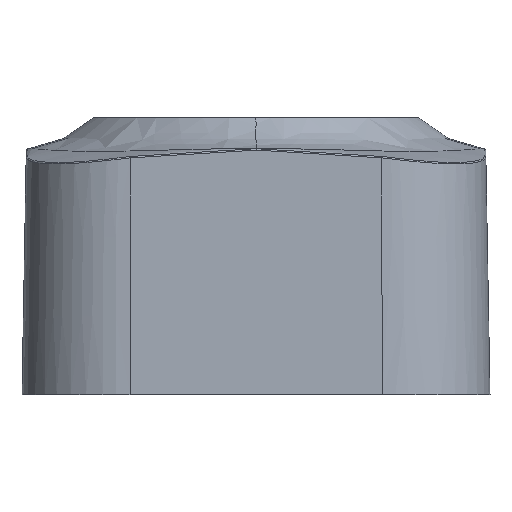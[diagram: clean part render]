
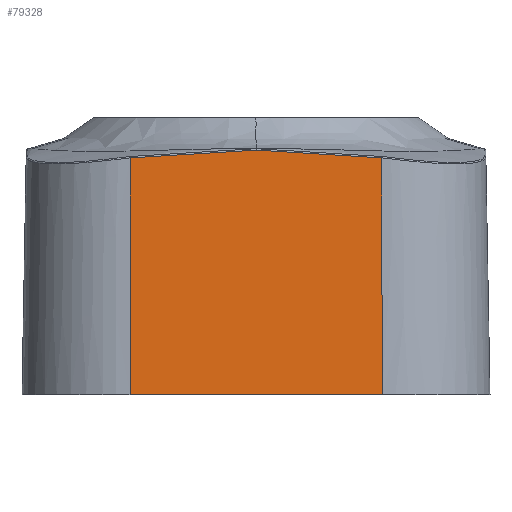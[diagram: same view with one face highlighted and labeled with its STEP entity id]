
A CAD part, front view. The second image highlights one B-rep face of the part: STEP entity #79328.
In plain terms, the highlighted planar face has unit normal (0, -1, 0.018).
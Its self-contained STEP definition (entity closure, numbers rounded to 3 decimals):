
#1572 = VERTEX_POINT ( 'NONE', #37609 ) ;
#1663 = CARTESIAN_POINT ( 'NONE',  ( 0., -31.912, 33.956 ) ) ;
#2551 = CARTESIAN_POINT ( 'NONE',  ( -10.523, -31.917, 33.632 ) ) ;
#4646 = CARTESIAN_POINT ( 'NONE',  ( 0., -31.912, 33.956 ) ) ;
#4782 = CARTESIAN_POINT ( 'NONE',  ( 17.5, -31.931, 32.877 ) ) ;
#5640 = CARTESIAN_POINT ( 'NONE',  ( 7.085, -31.915, 33.779 ) ) ;
#5924 = EDGE_CURVE ( 'NONE', #31357, #31527, #12571, .T. ) ;
#6073 = CARTESIAN_POINT ( 'NONE',  ( 15.326, -31.927, 33.11 ) ) ;
#6513 = CARTESIAN_POINT ( 'NONE',  ( 16.379, -31.929, 32.998 ) ) ;
#7510 = CARTESIAN_POINT ( 'NONE',  ( -17.5, -32.122, 21.918 ) ) ;
#10245 = CARTESIAN_POINT ( 'NONE',  ( 17.5, -32.313, 10.959 ) ) ;
#11372 = CARTESIAN_POINT ( 'NONE',  ( 15.322, -31.927, 33.11 ) ) ;
#11799 = CARTESIAN_POINT ( 'NONE',  ( 15.796, -31.927, 33.06 ) ) ;
#12151 = EDGE_LOOP ( 'NONE', ( #21107, #42407, #54726, #34994, #49883 ) ) ;
#12571 = B_SPLINE_CURVE_WITH_KNOTS ( 'NONE', 3,
 ( #54488, #66795, #7510, #20259 ),
 .UNSPECIFIED., .F., .F.,
 ( 4, 4 ),
 ( 0., 1. ),
 .UNSPECIFIED. ) ;
#13546 = CARTESIAN_POINT ( 'NONE',  ( 3.544, -31.913, 33.893 ) ) ;
#14148 = CARTESIAN_POINT ( 'NONE',  ( -5.833, -32.505, 0. ) ) ;
#15293 = CARTESIAN_POINT ( 'NONE',  ( 2.2, -31.912, 33.92 ) ) ;
#17717 = CARTESIAN_POINT ( 'NONE',  ( 17.5, -32.122, 21.918 ) ) ;
#18404 = CARTESIAN_POINT ( 'NONE',  ( 15.345, -31.927, 33.108 ) ) ;
#18825 = CARTESIAN_POINT ( 'NONE',  ( 15.544, -31.927, 33.087 ) ) ;
#19410 = AXIS2_PLACEMENT_3D ( 'NONE', #61901, #69764, #75061 ) ;
#19690 = CARTESIAN_POINT ( 'NONE',  ( 4.74, -31.913, 33.862 ) ) ;
#20259 = CARTESIAN_POINT ( 'NONE',  ( -17.5, -31.931, 32.877 ) ) ;
#20581 = CARTESIAN_POINT ( 'NONE',  ( 2.238, -31.912, 33.919 ) ) ;
#20984 = EDGE_CURVE ( 'NONE', #44623, #1572, #38888, .T. ) ;
#21107 = ORIENTED_EDGE ( 'NONE', *, *, #27522, .T. ) ;
#23077 = VERTEX_POINT ( 'NONE', #4646 ) ;
#23603 = CARTESIAN_POINT ( 'NONE',  ( -17.5, -31.931, 32.877 ) ) ;
#24984 = CARTESIAN_POINT ( 'NONE',  ( 8.119, -31.916, 33.726 ) ) ;
#25411 = CARTESIAN_POINT ( 'NONE',  ( 14.915, -31.926, 33.153 ) ) ;
#26272 = CARTESIAN_POINT ( 'NONE',  ( 10.064, -31.918, 33.606 ) ) ;
#27522 = EDGE_CURVE ( 'NONE', #1572, #23077, #71565, .T. ) ;
#28041 = CARTESIAN_POINT ( 'NONE',  ( 2.216, -31.912, 33.92 ) ) ;
#30027 = CARTESIAN_POINT ( 'NONE',  ( 17.5, -32.505, 0. ) ) ;
#30457 = CARTESIAN_POINT ( 'NONE',  ( 17.5, -31.931, 32.877 ) ) ;
#31357 = VERTEX_POINT ( 'NONE', #39532 ) ;
#31527 = VERTEX_POINT ( 'NONE', #58867 ) ;
#31588 = CARTESIAN_POINT ( 'NONE',  ( 17.015, -31.93, 32.929 ) ) ;
#32875 = CARTESIAN_POINT ( 'NONE',  ( 13.172, -31.923, 33.329 ) ) ;
#33309 = CARTESIAN_POINT ( 'NONE',  ( 4.431, -31.913, 33.871 ) ) ;
#34619 = CARTESIAN_POINT ( 'NONE',  ( 2.206, -31.912, 33.92 ) ) ;
#34994 = ORIENTED_EDGE ( 'NONE', *, *, #74129, .F. ) ;
#35947 = CARTESIAN_POINT ( 'NONE',  ( 0., -31.912, 33.956 ) ) ;
#36802 = CARTESIAN_POINT ( 'NONE',  ( -3.509, -31.912, 33.956 ) ) ;
#37288 = B_SPLINE_CURVE_WITH_KNOTS ( 'NONE', 5,
 ( #23603, #43383, #2551, #56557, #36802, #35947 ),
 .UNSPECIFIED., .F., .F.,
 ( 6, 6 ),
 ( 0., 1. ),
 .UNSPECIFIED. ) ;
#37609 = CARTESIAN_POINT ( 'NONE',  ( 17.5, -31.931, 32.877 ) ) ;
#38172 = CARTESIAN_POINT ( 'NONE',  ( 13.72, -31.924, 33.275 ) ) ;
#38594 = CARTESIAN_POINT ( 'NONE',  ( 15.428, -31.927, 33.099 ) ) ;
#38888 = B_SPLINE_CURVE_WITH_KNOTS ( 'NONE', 3,
 ( #30027, #10245, #17717, #30457 ),
 .UNSPECIFIED., .F., .F.,
 ( 4, 4 ),
 ( 0., 1. ),
 .UNSPECIFIED. ) ;
#39121 = B_SPLINE_CURVE_WITH_KNOTS ( 'NONE', 3,
 ( #40931, #39177, #14148, #67277 ),
 .UNSPECIFIED., .F., .F.,
 ( 4, 4 ),
 ( 0., 1. ),
 .UNSPECIFIED. ) ;
#39177 = CARTESIAN_POINT ( 'NONE',  ( 5.833, -32.505, 0. ) ) ;
#39532 = CARTESIAN_POINT ( 'NONE',  ( -17.5, -32.505, 0. ) ) ;
#40931 = CARTESIAN_POINT ( 'NONE',  ( 17.5, -32.505, 0. ) ) ;
#41210 = CARTESIAN_POINT ( 'NONE',  ( 1.706, -31.912, 33.929 ) ) ;
#42407 = ORIENTED_EDGE ( 'NONE', *, *, #52261, .F. ) ;
#43383 = CARTESIAN_POINT ( 'NONE',  ( -14.017, -31.923, 33.308 ) ) ;
#44623 = VERTEX_POINT ( 'NONE', #71562 ) ;
#45174 = CARTESIAN_POINT ( 'NONE',  ( 5.772, -31.914, 33.83 ) ) ;
#45600 = CARTESIAN_POINT ( 'NONE',  ( 13.147, -31.923, 33.331 ) ) ;
#46467 = CARTESIAN_POINT ( 'NONE',  ( 4.564, -31.913, 33.867 ) ) ;
#48214 = CARTESIAN_POINT ( 'NONE',  ( 4.062, -31.913, 33.881 ) ) ;
#48653 = CARTESIAN_POINT ( 'NONE',  ( 2.37, -31.913, 33.917 ) ) ;
#49139 = FACE_OUTER_BOUND ( 'NONE', #12151, .T. ) ;
#49883 = ORIENTED_EDGE ( 'NONE', *, *, #20984, .T. ) ;
#52180 = CARTESIAN_POINT ( 'NONE',  ( 15.323, -31.927, 33.11 ) ) ;
#52261 = EDGE_CURVE ( 'NONE', #31527, #23077, #37288, .T. ) ;
#53041 = CARTESIAN_POINT ( 'NONE',  ( 15.373, -31.927, 33.105 ) ) ;
#54488 = CARTESIAN_POINT ( 'NONE',  ( -17.5, -32.505, 0. ) ) ;
#54726 = ORIENTED_EDGE ( 'NONE', *, *, #5924, .F. ) ;
#54806 = CARTESIAN_POINT ( 'NONE',  ( 2.196, -31.912, 33.92 ) ) ;
#56557 = CARTESIAN_POINT ( 'NONE',  ( -7.019, -31.914, 33.848 ) ) ;
#58359 = CARTESIAN_POINT ( 'NONE',  ( 13.208, -31.923, 33.325 ) ) ;
#58789 = CARTESIAN_POINT ( 'NONE',  ( 13.279, -31.923, 33.318 ) ) ;
#58867 = CARTESIAN_POINT ( 'NONE',  ( -17.5, -31.931, 32.877 ) ) ;
#59653 = CARTESIAN_POINT ( 'NONE',  ( 13.143, -31.923, 33.332 ) ) ;
#60092 = CARTESIAN_POINT ( 'NONE',  ( 4.399, -31.913, 33.871 ) ) ;
#61901 = CARTESIAN_POINT ( 'NONE',  ( 17.5, -32.505, 0. ) ) ;
#65377 = CARTESIAN_POINT ( 'NONE',  ( 15.332, -31.927, 33.109 ) ) ;
#65808 = CARTESIAN_POINT ( 'NONE',  ( 4.475, -31.913, 33.869 ) ) ;
#66795 = CARTESIAN_POINT ( 'NONE',  ( -17.5, -32.313, 10.959 ) ) ;
#67277 = CARTESIAN_POINT ( 'NONE',  ( -17.5, -32.505, 0. ) ) ;
#68428 = CARTESIAN_POINT ( 'NONE',  ( 2.887, -31.913, 33.907 ) ) ;
#69764 = DIRECTION ( 'NONE',  ( 0., 1., -0.017 ) ) ;
#71562 = CARTESIAN_POINT ( 'NONE',  ( 17.5, -32.505, 0. ) ) ;
#71565 = B_SPLINE_CURVE_WITH_KNOTS ( 'NONE', 3,
 ( #4782, #31588, #6513, #11799, #18825, #38594, #53041, #18404, #65377, #6073, #52180, #11372, #25411, #73258, #38172, #78981, #58789, #58359, #32875, #85136, #45600, #59653, #72392, #26272, #24984, #5640, #45174, #71966, #19690, #46467, #65808, #33309, #85987, #60092, #79402, #48214, #13546, #68428, #75006, #48653, #75444, #20581, #28041, #34619, #15293, #54806, #41210, #73696, #1663 ),
 .UNSPECIFIED., .F., .F.,
 ( 4, 1, 1, 1, 1, 1, 1, 1, 2, 2, 1, 1, 1, 1, 1, 1, 2, 2, 2, 1, 1, 1, 1, 1, 1, 1, 2, 2, 1, 1, 1, 1, 1, 1, 1, 2, 2, 4 ),
 ( 0., 0.063, 0.094, 0.109, 0.117, 0.121, 0.123, 0.124, 0.125, 0.125, 0.188, 0.219, 0.234, 0.242, 0.246, 0.248, 0.249, 0.25, 0.5, 0.625, 0.688, 0.719, 0.734, 0.742, 0.746, 0.748, 0.749, 0.75, 0.813, 0.844, 0.859, 0.867, 0.871, 0.873, 0.874, 0.875, 0.875, 1. ),
 .UNSPECIFIED. ) ;
#71966 = CARTESIAN_POINT ( 'NONE',  ( 5.088, -31.914, 33.852 ) ) ;
#72392 = CARTESIAN_POINT ( 'NONE',  ( 11.52, -31.92, 33.488 ) ) ;
#73258 = CARTESIAN_POINT ( 'NONE',  ( 14.339, -31.925, 33.213 ) ) ;
#73696 = CARTESIAN_POINT ( 'NONE',  ( 0.975, -31.912, 33.941 ) ) ;
#74129 = EDGE_CURVE ( 'NONE', #44623, #31357, #39121, .T. ) ;
#75006 = CARTESIAN_POINT ( 'NONE',  ( 2.545, -31.913, 33.914 ) ) ;
#75061 = DIRECTION ( 'NONE',  ( -1., 0., 0. ) ) ;
#75444 = CARTESIAN_POINT ( 'NONE',  ( 2.282, -31.913, 33.919 ) ) ;
#78981 = CARTESIAN_POINT ( 'NONE',  ( 13.424, -31.923, 33.304 ) ) ;
#79328 = ADVANCED_FACE ( 'NONE', ( #49139 ), #81642, .F. ) ;
#79402 = CARTESIAN_POINT ( 'NONE',  ( 4.392, -31.913, 33.872 ) ) ;
#81642 = PLANE ( 'NONE',  #19410 ) ;
#85136 = CARTESIAN_POINT ( 'NONE',  ( 13.157, -31.923, 33.33 ) ) ;
#85987 = CARTESIAN_POINT ( 'NONE',  ( 4.412, -31.913, 33.871 ) ) ;
